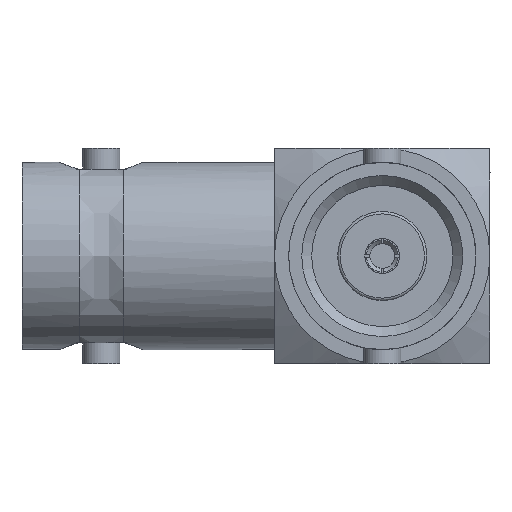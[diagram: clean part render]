
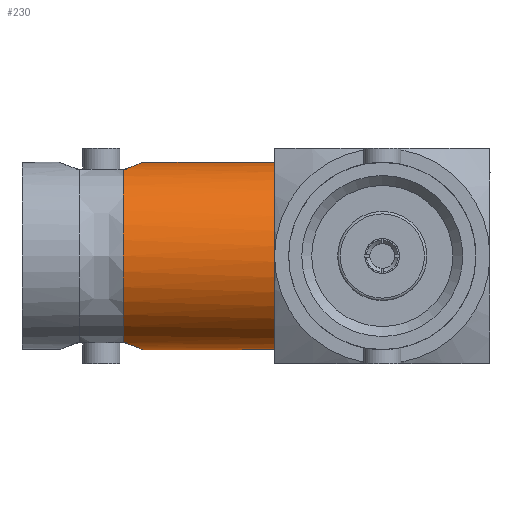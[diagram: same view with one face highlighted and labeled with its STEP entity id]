
A CAD part, left-side view. The second image highlights one B-rep face of the part: STEP entity #230.
In plain terms, the highlighted cylindrical face has radius 4.801 mm (diameter 9.601 mm), a full revolution.
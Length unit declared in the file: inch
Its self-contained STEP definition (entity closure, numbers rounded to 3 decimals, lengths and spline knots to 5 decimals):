
#87 = CARTESIAN_POINT ( 'NONE',  ( 0.01397, 0.48448, 0.18852 ) ) ;
#118 = VECTOR ( 'NONE', #257, 39.37008 ) ;
#140 = CARTESIAN_POINT ( 'NONE',  ( 0.01742, 0.48513, 0.18823 ) ) ;
#150 = LINE ( 'NONE', #653, #904 ) ;
#215 = CARTESIAN_POINT ( 'NONE',  ( -0.07015, 0.52117, 0.1755 ) ) ;
#221 = VERTEX_POINT ( 'NONE', #1882 ) ;
#230 = ADVANCED_FACE ( 'NONE', ( #5252, #3155 ), #5328, .T. ) ;
#257 = DIRECTION ( 'NONE',  ( 0., -1., 0. ) ) ;
#278 = CARTESIAN_POINT ( 'NONE',  ( 0.07015, 0.52117, -0.1755 ) ) ;
#307 = CARTESIAN_POINT ( 'NONE',  ( -0.06639, 0.51546, -0.177 ) ) ;
#311 = CARTESIAN_POINT ( 'NONE',  ( -0.07015, 0.56738, -0.1755 ) ) ;
#413 = EDGE_CURVE ( 'NONE', #1682, #5339, #3975, .T. ) ;
#557 = CARTESIAN_POINT ( 'NONE',  ( -0.07015, 0.52117, 0.1755 ) ) ;
#643 = CIRCLE ( 'NONE', #5137, 0.189 ) ;
#653 = CARTESIAN_POINT ( 'NONE',  ( 0.07015, -1.38135, 0.1755 ) ) ;
#676 = CARTESIAN_POINT ( 'NONE',  ( 0., 0.16014, 0. ) ) ;
#827 = VERTEX_POINT ( 'NONE', #3771 ) ;
#878 = EDGE_CURVE ( 'NONE', #2713, #2265, #643, .T. ) ;
#904 = VECTOR ( 'NONE', #978, 39.37008 ) ;
#944 = CARTESIAN_POINT ( 'NONE',  ( -0.02762, 0.48774, 0.1871 ) ) ;
#946 = AXIS2_PLACEMENT_3D ( 'NONE', #676, #1192, #2763 ) ;
#966 = EDGE_CURVE ( 'NONE', #5339, #2713, #1725, .T. ) ;
#969 = CARTESIAN_POINT ( 'NONE',  ( 0.05182, 0.50091, 0.18184 ) ) ;
#978 = DIRECTION ( 'NONE',  ( 0., -1., 0. ) ) ;
#1013 = VERTEX_POINT ( 'NONE', #3957 ) ;
#1023 = CARTESIAN_POINT ( 'NONE',  ( -0.05182, 0.50091, 0.18183 ) ) ;
#1094 = ORIENTED_EDGE ( 'NONE', *, *, #4667, .T. ) ;
#1113 = CARTESIAN_POINT ( 'NONE',  ( 0.06263, 0.50976, -0.17851 ) ) ;
#1152 = EDGE_CURVE ( 'NONE', #3271, #221, #5361, .T. ) ;
#1192 = DIRECTION ( 'NONE',  ( 0., 1., 0. ) ) ;
#1390 = EDGE_LOOP ( 'NONE', ( #1589 ) ) ;
#1427 = DIRECTION ( 'NONE',  ( 0., 0., 1. ) ) ;
#1455 = CARTESIAN_POINT ( 'NONE',  ( 0.07015, 0.52117, 0.1755 ) ) ;
#1460 = CARTESIAN_POINT ( 'NONE',  ( -0.01738, 0.48513, 0.18823 ) ) ;
#1520 = CARTESIAN_POINT ( 'NONE',  ( -0.04631, 0.49695, -0.18335 ) ) ;
#1538 = LINE ( 'NONE', #5288, #3164 ) ;
#1552 = LINE ( 'NONE', #311, #118 ) ;
#1589 = ORIENTED_EDGE ( 'NONE', *, *, #1916, .T. ) ;
#1609 = CARTESIAN_POINT ( 'NONE',  ( 0.07015, 0.523, -0.1755 ) ) ;
#1682 = VERTEX_POINT ( 'NONE', #1455 ) ;
#1725 = LINE ( 'NONE', #2969, #3626 ) ;
#1734 = DIRECTION ( 'NONE',  ( 0., 1., 0. ) ) ;
#1770 = CARTESIAN_POINT ( 'NONE',  ( -0.06199, 0.51028, 0.17862 ) ) ;
#1796 = CARTESIAN_POINT ( 'NONE',  ( 0.06639, 0.51546, 0.177 ) ) ;
#1822 = CARTESIAN_POINT ( 'NONE',  ( -0.01394, 0.48447, 0.18852 ) ) ;
#1842 = CARTESIAN_POINT ( 'NONE',  ( 0., 0.523, 0. ) ) ;
#1847 = CARTESIAN_POINT ( 'NONE',  ( 0.07015, 0.52117, 0.1755 ) ) ;
#1882 = CARTESIAN_POINT ( 'NONE',  ( 0.07015, 0.52117, -0.1755 ) ) ;
#1892 = EDGE_CURVE ( 'NONE', #3590, #1013, #5030, .T. ) ;
#1916 = EDGE_CURVE ( 'NONE', #827, #827, #3451, .T. ) ;
#1933 = ORIENTED_EDGE ( 'NONE', *, *, #413, .T. ) ;
#2013 = CARTESIAN_POINT ( 'NONE',  ( -0.014, 0.48426, -0.18861 ) ) ;
#2085 = CARTESIAN_POINT ( 'NONE',  ( 0., 0.2175, 0. ) ) ;
#2206 = CARTESIAN_POINT ( 'NONE',  ( 0.03403, 0.49027, 0.18602 ) ) ;
#2265 = VERTEX_POINT ( 'NONE', #3465 ) ;
#2332 = DIRECTION ( 'NONE',  ( 0., 1., 0. ) ) ;
#2424 = CARTESIAN_POINT ( 'NONE',  ( 0.02801, 0.48699, -0.18733 ) ) ;
#2498 = DIRECTION ( 'NONE',  ( 0., 0., 1. ) ) ;
#2499 = ORIENTED_EDGE ( 'NONE', *, *, #966, .T. ) ;
#2625 = CARTESIAN_POINT ( 'NONE',  ( -0.04632, 0.49696, 0.18334 ) ) ;
#2648 = CARTESIAN_POINT ( 'NONE',  ( 0.06197, 0.51026, 0.17863 ) ) ;
#2713 = VERTEX_POINT ( 'NONE', #4896 ) ;
#2763 = DIRECTION ( 'NONE',  ( 0., 0., 1. ) ) ;
#2789 = CARTESIAN_POINT ( 'NONE',  ( -0.07015, 0.52117, -0.1755 ) ) ;
#2886 = DIRECTION ( 'NONE',  ( 0., -1., 0. ) ) ;
#2969 = CARTESIAN_POINT ( 'NONE',  ( -0.07015, -1.38135, 0.1755 ) ) ;
#3078 = ORIENTED_EDGE ( 'NONE', *, *, #1152, .T. ) ;
#3099 = CARTESIAN_POINT ( 'NONE',  ( 0.02766, 0.48775, 0.18709 ) ) ;
#3127 = CARTESIAN_POINT ( 'NONE',  ( 0.04631, 0.49695, 0.18335 ) ) ;
#3155 = FACE_OUTER_BOUND ( 'NONE', #3440, .T. ) ;
#3164 = VECTOR ( 'NONE', #2332, 39.37008 ) ;
#3209 = CARTESIAN_POINT ( 'NONE',  ( -0.06197, 0.51026, -0.17863 ) ) ;
#3271 = VERTEX_POINT ( 'NONE', #5418 ) ;
#3289 = CARTESIAN_POINT ( 'NONE',  ( -0.00703, 0.48338, -0.189 ) ) ;
#3324 = ORIENTED_EDGE ( 'NONE', *, *, #3449, .T. ) ;
#3440 = EDGE_LOOP ( 'NONE', ( #4262, #1094, #3078, #4320, #3900, #3324, #1933, #2499 ) ) ;
#3449 = EDGE_CURVE ( 'NONE', #1013, #1682, #150, .T. ) ;
#3451 = CIRCLE ( 'NONE', #4590, 0.189 ) ;
#3465 = CARTESIAN_POINT ( 'NONE',  ( -0.07015, 0.523, -0.1755 ) ) ;
#3535 = CARTESIAN_POINT ( 'NONE',  ( 0.00359, 0.48338, 0.189 ) ) ;
#3590 = VERTEX_POINT ( 'NONE', #1609 ) ;
#3626 = VECTOR ( 'NONE', #5062, 39.37008 ) ;
#3646 = CARTESIAN_POINT ( 'NONE',  ( -0.03403, 0.49027, -0.18602 ) ) ;
#3726 = CARTESIAN_POINT ( 'NONE',  ( -0.05182, 0.50091, -0.18184 ) ) ;
#3771 = CARTESIAN_POINT ( 'NONE',  ( 0., 0.2175, -0.189 ) ) ;
#3824 = CARTESIAN_POINT ( 'NONE',  ( 0., 0.523, 0. ) ) ;
#3900 = ORIENTED_EDGE ( 'NONE', *, *, #1892, .T. ) ;
#3957 = CARTESIAN_POINT ( 'NONE',  ( 0.07015, 0.523, 0.1755 ) ) ;
#3975 = B_SPLINE_CURVE_WITH_KNOTS ( 'NONE', 3,
 ( #1847, #1796, #2648, #969, #3127, #2206, #3099, #140, #87, #4722, #3535, #4773, #4335, #1822, #1460, #944, #4798, #2625, #1023, #1770, #4364, #557 ),
 .UNSPECIFIED., .F., .F.,
 ( 4, 2, 2, 2, 2, 2, 2, 2, 2, 2, 4 ),
 ( 0., 0.125, 0.25, 0.375, 0.4375, 0.5, 0.5625, 0.625, 0.75, 0.875, 1. ),
 .UNSPECIFIED. ) ;
#4262 = ORIENTED_EDGE ( 'NONE', *, *, #878, .T. ) ;
#4320 = ORIENTED_EDGE ( 'NONE', *, *, #5377, .T. ) ;
#4335 = CARTESIAN_POINT ( 'NONE',  ( -0.00701, 0.4836, 0.1889 ) ) ;
#4364 = CARTESIAN_POINT ( 'NONE',  ( -0.06639, 0.51547, 0.177 ) ) ;
#4415 = AXIS2_PLACEMENT_3D ( 'NONE', #3824, #2886, #2498 ) ;
#4502 = CARTESIAN_POINT ( 'NONE',  ( -0.02766, 0.48775, -0.18709 ) ) ;
#4590 = AXIS2_PLACEMENT_3D ( 'NONE', #2085, #1734, #5422 ) ;
#4667 = EDGE_CURVE ( 'NONE', #2265, #3271, #1552, .T. ) ;
#4722 = CARTESIAN_POINT ( 'NONE',  ( 0.00702, 0.4836, 0.1889 ) ) ;
#4773 = CARTESIAN_POINT ( 'NONE',  ( -0.00358, 0.48338, 0.189 ) ) ;
#4798 = CARTESIAN_POINT ( 'NONE',  ( -0.03402, 0.49026, 0.18602 ) ) ;
#4885 = CARTESIAN_POINT ( 'NONE',  ( 0.05232, 0.50023, -0.18204 ) ) ;
#4896 = CARTESIAN_POINT ( 'NONE',  ( -0.07015, 0.523, 0.1755 ) ) ;
#5030 = CIRCLE ( 'NONE', #4415, 0.189 ) ;
#5062 = DIRECTION ( 'NONE',  ( 0., 1., 0. ) ) ;
#5137 = AXIS2_PLACEMENT_3D ( 'NONE', #1842, #5209, #1427 ) ;
#5209 = DIRECTION ( 'NONE',  ( 0., -1., 0. ) ) ;
#5252 = FACE_OUTER_BOUND ( 'NONE', #1390, .T. ) ;
#5288 = CARTESIAN_POINT ( 'NONE',  ( 0.07015, -1.38135, -0.1755 ) ) ;
#5328 = CYLINDRICAL_SURFACE ( 'NONE', #946, 0.189 ) ;
#5339 = VERTEX_POINT ( 'NONE', #215 ) ;
#5361 = B_SPLINE_CURVE_WITH_KNOTS ( 'NONE', 3,
 ( #2789, #307, #3209, #3726, #1520, #3646, #4502, #2013, #3289, #5381, #2424, #4885, #1113, #278 ),
 .UNSPECIFIED., .F., .F.,
 ( 4, 2, 2, 2, 2, 2, 4 ),
 ( 0., 0.125, 0.25, 0.375, 0.5, 0.75, 1. ),
 .UNSPECIFIED. ) ;
#5377 = EDGE_CURVE ( 'NONE', #221, #3590, #1538, .T. ) ;
#5381 = CARTESIAN_POINT ( 'NONE',  ( 0.01405, 0.48338, -0.189 ) ) ;
#5418 = CARTESIAN_POINT ( 'NONE',  ( -0.07015, 0.52117, -0.1755 ) ) ;
#5422 = DIRECTION ( 'NONE',  ( 0., 0., -1. ) ) ;
